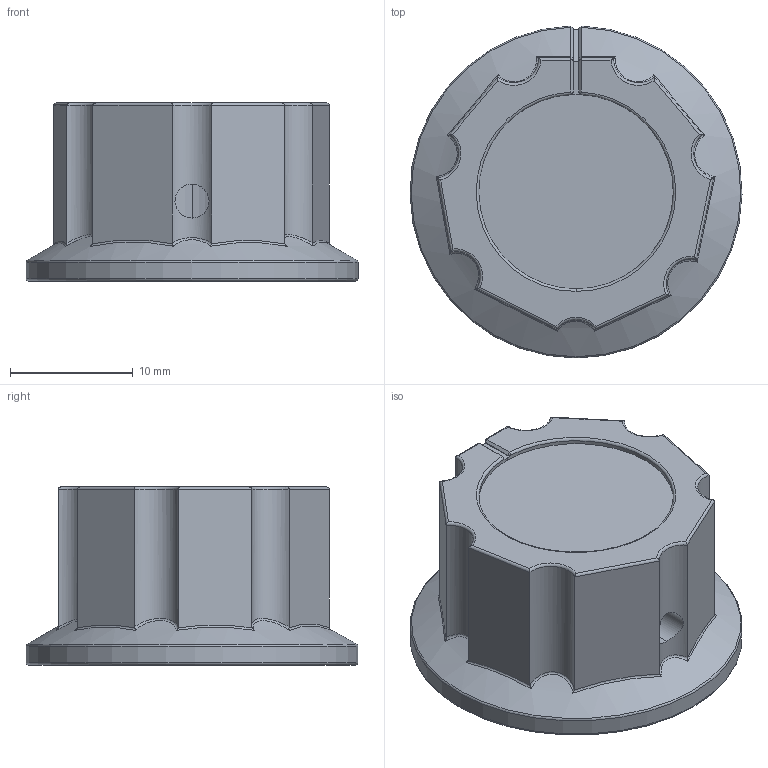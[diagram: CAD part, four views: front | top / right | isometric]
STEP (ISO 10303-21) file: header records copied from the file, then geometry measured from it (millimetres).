
FILE_DESCRIPTION((' '),'2;1');
FILE_NAME( 'Bakelit-Knopf 27 mm schwarz (bakno27).stp', '2022-08-29T13:41:18', (' '), ('--- Datakit www.datakit.com---'), ' Datakit CrossCadWare V2022.3 Jun 15 2022', 'DATAKIT 2022 (c)', ' ');
FILE_SCHEMA(('AP242_MANAGED_MODEL_BASED_3D_ENGINEERING_MIM_LF { 1 0 10303 442 1 1 4 }'));
Length unit declared in the file: millimetre
Products named in the file (1): Bakelit-Knopf 27 mm schwarz (bakno27)
Bounding box: 27 x 26.99 x 14.48 mm (x, y, z)
Volume: 4279.8 mm3; surface area: 3065.1 mm2
Topology: 2 solids, 2 shells, 94 faces, 230 edges, 133 vertices
Faces by surface type: plane 31, bspline 25, cylinder 24, torus 11, cone 3
Full cylindrical faces by diameter (mm): 15.824 x1, 21.488 x1
Entity records: 6526 total; most frequent: CARTESIAN_POINT 4558, ORIENTED_EDGE 440, DIRECTION 303, EDGE_CURVE 220, VERTEX_POINT 133, AXIS2_PLACEMENT_3D 107, EDGE_LOOP 99, B_SPLINE_CURVE_WITH_KNOTS 94
